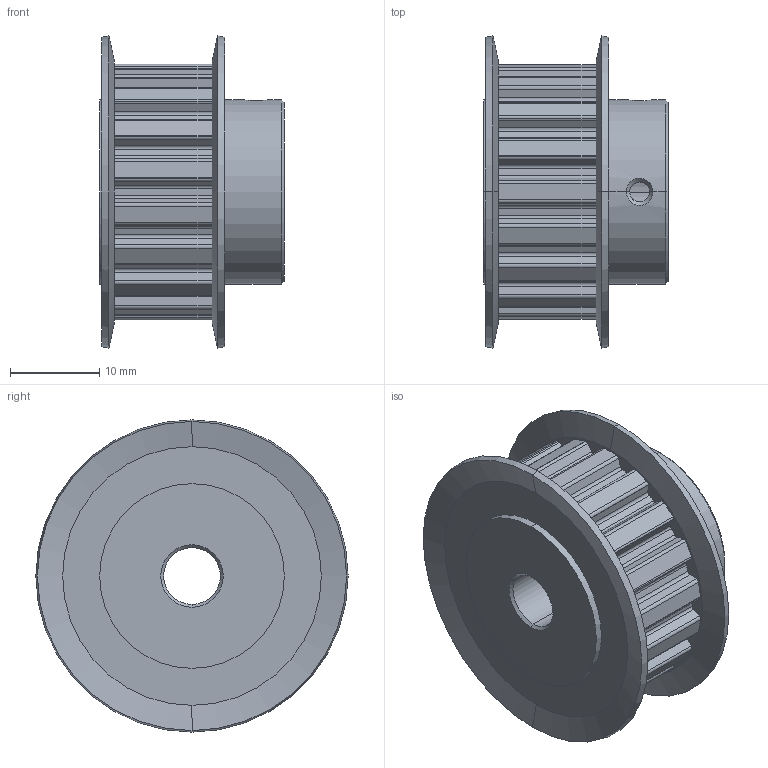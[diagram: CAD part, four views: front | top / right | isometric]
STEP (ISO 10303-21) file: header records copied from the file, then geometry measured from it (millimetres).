
FILE_DESCRIPTION (( 'STEP AP214' ), '1' );
FILE_NAME ('APB18XL037BF-250.step', '2015-04-08T20:58:59', ( '' ), ( '' ), 'SwSTEP 2.0', 'SolidWorks 2014', '' );
FILE_SCHEMA (( 'AUTOMOTIVE_DESIGN' ));
Length unit declared in the file: inch
Products named in the file (1): APB18XL037BF-250
Bounding box: 20.65 x 34.92 x 34.92 mm (x, y, z)
Volume: 10061.6 mm3; surface area: 5024.5 mm2
Topology: 1 solids, 1 shells, 197 faces, 560 edges, 367 vertices
Faces by surface type: cylinder 115, plane 60, cone 18, bspline 4
Entity records: 8619 total; most frequent: CARTESIAN_POINT 3256, DIRECTION 1173, ORIENTED_EDGE 1120, EDGE_CURVE 560, AXIS2_PLACEMENT_3D 438, VERTEX_POINT 367, VECTOR 297, LINE 297
